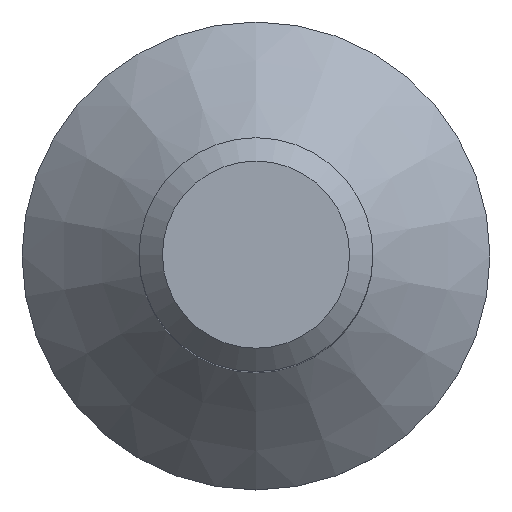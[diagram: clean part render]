
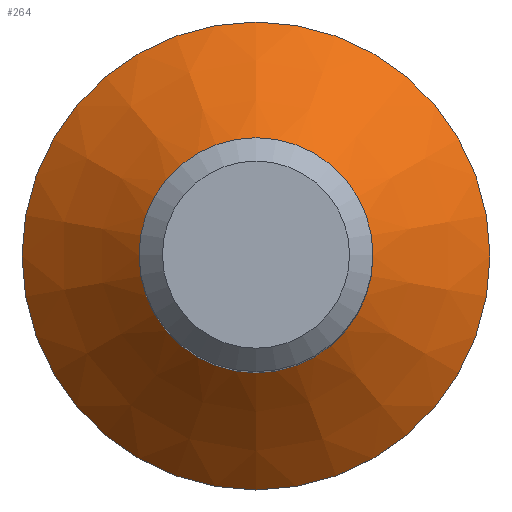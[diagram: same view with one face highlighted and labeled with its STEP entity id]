
A CAD part, top view. The second image highlights one B-rep face of the part: STEP entity #264.
In plain terms, the highlighted conical face has half-angle 45 degrees and reference radius 1.5 mm.
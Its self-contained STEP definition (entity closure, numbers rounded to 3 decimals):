
#20=CONICAL_SURFACE('',#309,1.5,0.785);
#54=FACE_OUTER_BOUND('',#74,.T.);
#74=EDGE_LOOP('',(#234,#235,#236,#237,#238,#239));
#92=LINE('',#475,#108);
#108=VECTOR('',#386,1.5);
#111=CIRCLE('',#284,1.5);
#112=CIRCLE('',#285,1.5);
#120=CIRCLE('',#299,3.);
#121=CIRCLE('',#300,3.);
#124=VERTEX_POINT('',#400);
#125=VERTEX_POINT('',#402);
#139=VERTEX_POINT('',#450);
#140=VERTEX_POINT('',#451);
#144=EDGE_CURVE('',#125,#124,#111,.T.);
#145=EDGE_CURVE('',#124,#125,#112,.T.);
#166=EDGE_CURVE('',#139,#140,#120,.T.);
#168=EDGE_CURVE('',#140,#139,#121,.T.);
#174=EDGE_CURVE('',#140,#125,#92,.T.);
#234=ORIENTED_EDGE('',*,*,#166,.T.);
#235=ORIENTED_EDGE('',*,*,#174,.T.);
#236=ORIENTED_EDGE('',*,*,#144,.T.);
#237=ORIENTED_EDGE('',*,*,#145,.T.);
#238=ORIENTED_EDGE('',*,*,#174,.F.);
#239=ORIENTED_EDGE('',*,*,#168,.T.);
#264=ADVANCED_FACE('',(#54),#20,.T.);
#284=AXIS2_PLACEMENT_3D('',#403,#321,#322);
#285=AXIS2_PLACEMENT_3D('',#404,#323,#324);
#299=AXIS2_PLACEMENT_3D('',#452,#361,#362);
#300=AXIS2_PLACEMENT_3D('',#454,#364,#365);
#309=AXIS2_PLACEMENT_3D('',#474,#384,#385);
#321=DIRECTION('center_axis',(0.,0.,-1.));
#322=DIRECTION('ref_axis',(1.,0.,0.));
#323=DIRECTION('center_axis',(0.,0.,-1.));
#324=DIRECTION('ref_axis',(1.,0.,0.));
#361=DIRECTION('center_axis',(0.,0.,
1.));
#362=DIRECTION('ref_axis',(0.,1.,0.));
#364=DIRECTION('center_axis',(0.,0.,
1.));
#365=DIRECTION('ref_axis',(0.,1.,0.));
#384=DIRECTION('center_axis',(0.,0.,
-1.));
#385=DIRECTION('ref_axis',(0.,-1.,0.));
#386=DIRECTION('',(0.,-0.707,0.707));
#400=CARTESIAN_POINT('',(-1.5,0.,1.7));
#402=CARTESIAN_POINT('',(0.,1.5,1.7));
#403=CARTESIAN_POINT('Origin',(0.,0.,1.7));
#404=CARTESIAN_POINT('Origin',(0.,0.,1.7));
#450=CARTESIAN_POINT('',(0.,-3.,0.2));
#451=CARTESIAN_POINT('',(0.,3.,0.2));
#452=CARTESIAN_POINT('Origin',(0.,0.,0.2));
#454=CARTESIAN_POINT('Origin',(0.,0.,0.2));
#474=CARTESIAN_POINT('Origin',(0.,0.,1.7));
#475=CARTESIAN_POINT('',(0.,1.5,1.7));
